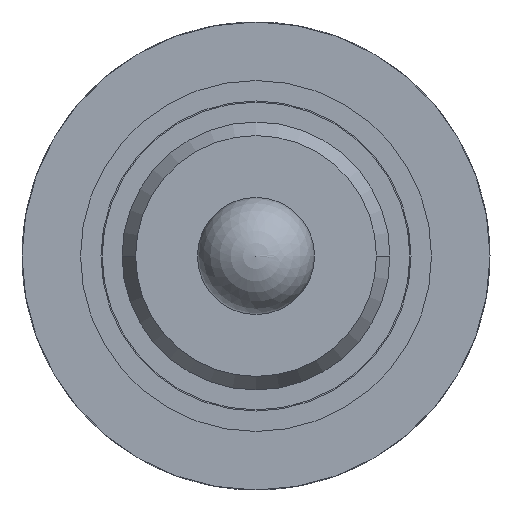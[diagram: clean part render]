
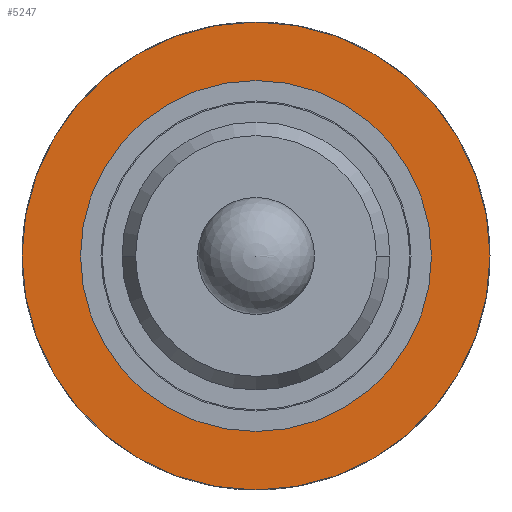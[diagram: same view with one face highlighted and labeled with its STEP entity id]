
A CAD part, front view. The second image highlights one B-rep face of the part: STEP entity #5247.
In plain terms, the highlighted planar face has unit normal (0, -1, 0).
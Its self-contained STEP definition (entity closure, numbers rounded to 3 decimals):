
#34 = CIRCLE ( 'NONE', #206, 2. ) ;
#206 = AXIS2_PLACEMENT_3D ( 'NONE', #3000, #2520, #4879 ) ;
#395 = DIRECTION ( 'NONE',  ( 0., 1., 0. ) ) ;
#649 = CIRCLE ( 'NONE', #650, 2. ) ;
#650 = AXIS2_PLACEMENT_3D ( 'NONE', #1688, #6020, #4508 ) ;
#730 = CARTESIAN_POINT ( 'NONE',  ( 0., 47., 0. ) ) ;
#958 = AXIS2_PLACEMENT_3D ( 'NONE', #730, #395, #1313 ) ;
#980 = ORIENTED_EDGE ( 'NONE', *, *, #6147, .T. ) ;
#1091 = FACE_BOUND ( 'NONE', #3151, .T. ) ;
#1137 = VERTEX_POINT ( 'NONE', #4356 ) ;
#1313 = DIRECTION ( 'NONE',  ( -1., 0., 0. ) ) ;
#1330 = EDGE_CURVE ( 'Defeature ausgef�hrt1_57+Defeature ausgef�hrt1_58+Defeature ausgef�hrt1_58+Defeature ausgef�hrt1_58', #3507, #1137, #649, .T. ) ;
#1366 = AXIS2_PLACEMENT_3D ( 'NONE', #2852, #2384, #4363 ) ;
#1442 = ORIENTED_EDGE ( 'NONE', *, *, #5946, .T. ) ;
#1688 = CARTESIAN_POINT ( 'NONE',  ( 0., 47., 0. ) ) ;
#1849 = VERTEX_POINT ( 'NONE', #3063 ) ;
#2109 = DIRECTION ( 'NONE',  ( -1., 0., 0. ) ) ;
#2258 = ORIENTED_EDGE ( 'NONE', *, *, #1330, .F. ) ;
#2384 = DIRECTION ( 'NONE',  ( 0., 1., 0. ) ) ;
#2520 = DIRECTION ( 'NONE',  ( 0., 1., 0. ) ) ;
#2689 = CARTESIAN_POINT ( 'NONE',  ( -2., 47., 0. ) ) ;
#2852 = CARTESIAN_POINT ( 'NONE',  ( 0., 47., 0. ) ) ;
#2968 = ORIENTED_EDGE ( 'NONE', *, *, #3240, .F. ) ;
#3000 = CARTESIAN_POINT ( 'NONE',  ( 0., 47., 0. ) ) ;
#3063 = CARTESIAN_POINT ( 'NONE',  ( 0.9, 47., 0. ) ) ;
#3151 = EDGE_LOOP ( 'NONE', ( #1442, #980 ) ) ;
#3240 = EDGE_CURVE ( 'Defeature ausgef�hrt1_57+Defeature ausgef�hrt1_58+Defeature ausgef�hrt1_58+Defeature ausgef�hrt1_58', #1137, #3507, #34, .T. ) ;
#3462 = CARTESIAN_POINT ( 'NONE',  ( 2., 47., 0. ) ) ;
#3507 = VERTEX_POINT ( 'NONE', #2689 ) ;
#3631 = CIRCLE ( 'NONE', #958, 0.9 ) ;
#3649 = CARTESIAN_POINT ( 'NONE',  ( -0.9, 47., 0. ) ) ;
#3727 = EDGE_LOOP ( 'NONE', ( #2258, #2968 ) ) ;
#3795 = FACE_OUTER_BOUND ( 'NONE', #3727, .T. ) ;
#4310 = CIRCLE ( 'NONE', #1366, 0.9 ) ;
#4321 = AXIS2_PLACEMENT_3D ( 'NONE', #3462, #5850, #2109 ) ;
#4356 = CARTESIAN_POINT ( 'NONE',  ( 2., 47., 0. ) ) ;
#4363 = DIRECTION ( 'NONE',  ( -1., 0., 0. ) ) ;
#4430 = PLANE ( 'NONE',  #4321 ) ;
#4508 = DIRECTION ( 'NONE',  ( -1., 0., 0. ) ) ;
#4879 = DIRECTION ( 'NONE',  ( -1., 0., 0. ) ) ;
#5247 = ADVANCED_FACE ( 'Defeature ausgef�hrt1_58', ( #3795, #1091 ), #4430, .F. ) ;
#5850 = DIRECTION ( 'NONE',  ( 0., 1., 0. ) ) ;
#5855 = VERTEX_POINT ( 'NONE', #3649 ) ;
#5946 = EDGE_CURVE ( 'Defeature ausgef�hrt1_58+Defeature ausgef�hrt1_59+Defeature ausgef�hrt1_59+Defeature ausgef�hrt1_59', #5855, #1849, #3631, .T. ) ;
#6020 = DIRECTION ( 'NONE',  ( 0., 1., 0. ) ) ;
#6147 = EDGE_CURVE ( 'Defeature ausgef�hrt1_58+Defeature ausgef�hrt1_59+Defeature ausgef�hrt1_59+Defeature ausgef�hrt1_59', #1849, #5855, #4310, .T. ) ;
